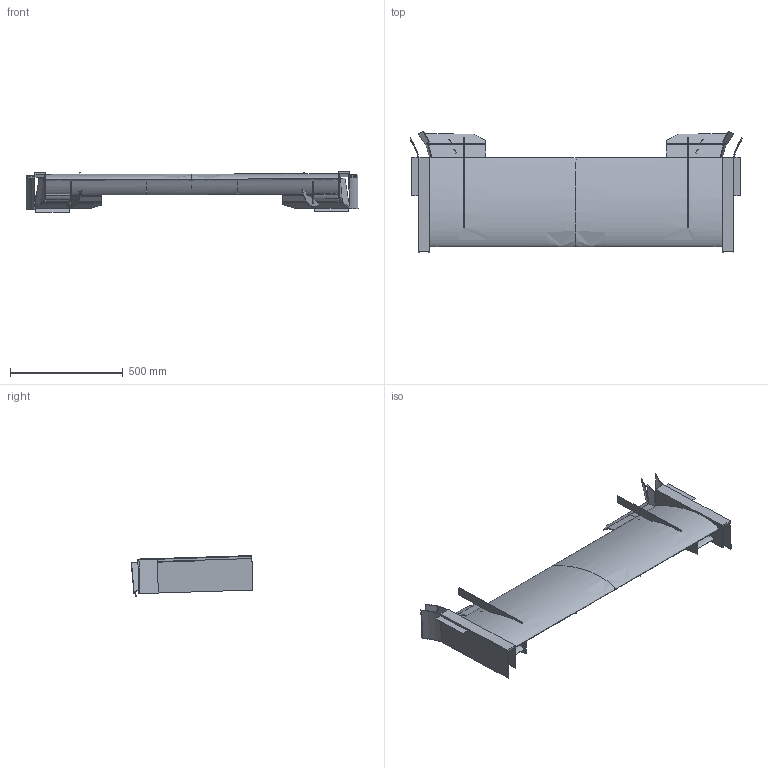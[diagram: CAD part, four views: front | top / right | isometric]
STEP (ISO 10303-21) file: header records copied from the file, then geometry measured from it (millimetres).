
FILE_DESCRIPTION(('CATIA V5 STEP Exchange'),'2;1');
FILE_NAME('frontwing.stp','2018-11-23T21:21:31+00:00',('none'),('none'),'CATIA Version 5 Release 17 (IN-10)','CATIA V5 STEP AP203','none');
FILE_SCHEMA(('CONFIG_CONTROL_DESIGN'));
Length unit declared in the file: millimetre
Products named in the file (1): frontwing
Assembly tree (12 placements, depth 2):
  frontwing
    #56
    #2810
    #3344
    #6746
    #7676
    #9783
    #13185
    #14115
    #14649
    #17403
    #19510
    #20665
Bounding box: 1473.85 x 540.39 x 181.31 mm (x, y, z)
Volume: 14772037.3 mm3; surface area: 2067879.7 mm2
Topology: 16 solids, 16 shells, 176 faces, 410 edges, 270 vertices
Faces by surface type: plane 146, bspline 16, cylinder 14
Entity records: 21787 total; most frequent: CARTESIAN_POINT 17726, ORIENTED_EDGE 820, DIRECTION 682, EDGE_CURVE 410, VECTOR 322, LINE 322, VERTEX_POINT 270, AXIS2_PLACEMENT_3D 190
